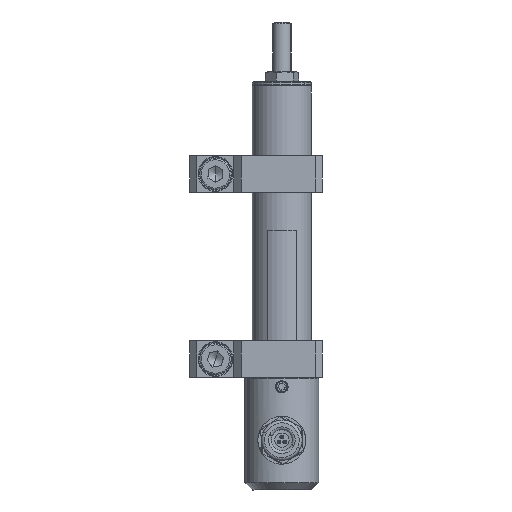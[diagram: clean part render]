
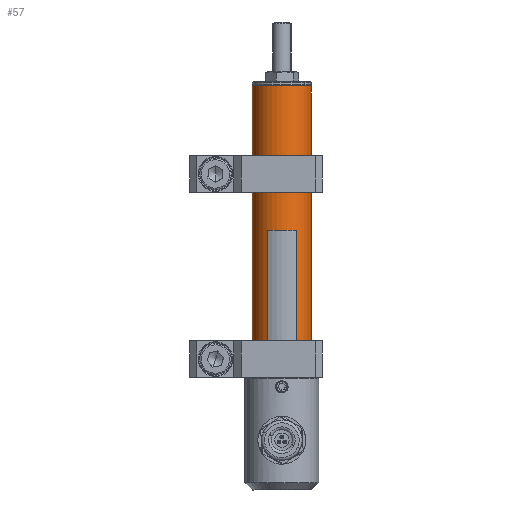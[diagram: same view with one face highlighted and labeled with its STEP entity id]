
A CAD part, front view. The second image highlights one B-rep face of the part: STEP entity #57.
In plain terms, the highlighted cylindrical face has radius 8 mm (diameter 16 mm), a partial arc.
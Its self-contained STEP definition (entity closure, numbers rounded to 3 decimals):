
#57 = ADVANCED_FACE ( 'NONE', ( #6547 ), #6552, .T. ) ;
#140 = EDGE_CURVE ( 'NONE', #4042, #4147, #6841, .T. ) ;
#3429 = VERTEX_POINT ( 'NONE', #7574 ) ;
#3995 = EDGE_CURVE ( 'NONE', #3429, #4042, #8810, .T. ) ;
#4041 = VERTEX_POINT ( 'NONE', #8929 ) ;
#4042 = VERTEX_POINT ( 'NONE', #8930 ) ;
#4113 = ORIENTED_EDGE ( 'NONE', *, *, #4148, .F. ) ;
#4119 = EDGE_CURVE ( 'NONE', #4041, #3429, #9234, .T. ) ;
#4122 = EDGE_LOOP ( 'NONE', ( #4113, #4164, #4166, #4171 ) ) ;
#4147 = VERTEX_POINT ( 'NONE', #9278 ) ;
#4148 = EDGE_CURVE ( 'NONE', #4041, #4147, #9304, .T. ) ;
#4164 = ORIENTED_EDGE ( 'NONE', *, *, #4119, .T. ) ;
#4166 = ORIENTED_EDGE ( 'NONE', *, *, #3995, .T. ) ;
#4171 = ORIENTED_EDGE ( 'NONE', *, *, #140, .T. ) ;
#6430 = DIRECTION ( 'NONE',  ( 0., 0., -1. ) ) ;
#6547 = FACE_OUTER_BOUND ( 'NONE', #4122, .T. ) ;
#6552 = CYLINDRICAL_SURFACE ( 'NONE', #6559, 8. ) ;
#6559 = AXIS2_PLACEMENT_3D ( 'NONE', #6572, #6608, #6607 ) ;
#6572 = CARTESIAN_POINT ( 'NONE',  ( 0., 0., -88.7 ) ) ;
#6607 = DIRECTION ( 'NONE',  ( 1., 0., 0. ) ) ;
#6608 = DIRECTION ( 'NONE',  ( 0., 0., 1. ) ) ;
#6644 = DIRECTION ( 'NONE',  ( 1., 0., 0. ) ) ;
#6818 = CARTESIAN_POINT ( 'NONE',  ( 0., 0., -0.15 ) ) ;
#6819 = AXIS2_PLACEMENT_3D ( 'NONE', #6818, #6430, #6644 ) ;
#6841 = CIRCLE ( 'NONE', #6819, 8. ) ;
#7574 = CARTESIAN_POINT ( 'NONE',  ( 8., 0., -79.5 ) ) ;
#8807 = DIRECTION ( 'NONE',  ( 0., 0., 1. ) ) ;
#8808 = VECTOR ( 'NONE', #8807, 1000. ) ;
#8809 = CARTESIAN_POINT ( 'NONE',  ( 8., 0., -88.7 ) ) ;
#8810 = LINE ( 'NONE', #8809, #8808 ) ;
#8929 = CARTESIAN_POINT ( 'NONE',  ( -8., 0., -79.5 ) ) ;
#8930 = CARTESIAN_POINT ( 'NONE',  ( 8., 0., -0.15 ) ) ;
#9231 = DIRECTION ( 'NONE',  ( -1., 0., 0. ) ) ;
#9232 = DIRECTION ( 'NONE',  ( 0., 0., 1. ) ) ;
#9233 = CARTESIAN_POINT ( 'NONE',  ( 0., 0., -79.5 ) ) ;
#9234 = CIRCLE ( 'NONE', #9237, 8. ) ;
#9237 = AXIS2_PLACEMENT_3D ( 'NONE', #9233, #9232, #9231 ) ;
#9278 = CARTESIAN_POINT ( 'NONE',  ( -8., 0., -0.15 ) ) ;
#9300 = DIRECTION ( 'NONE',  ( 0., 0., 1. ) ) ;
#9301 = VECTOR ( 'NONE', #9300, 1000. ) ;
#9302 = CARTESIAN_POINT ( 'NONE',  ( -8., 0., -88.7 ) ) ;
#9304 = LINE ( 'NONE', #9302, #9301 ) ;
